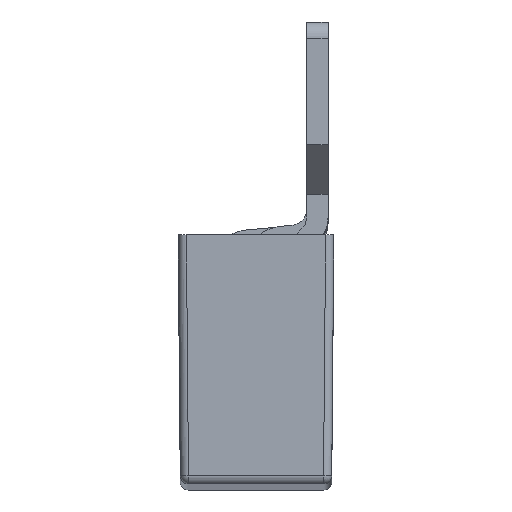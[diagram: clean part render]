
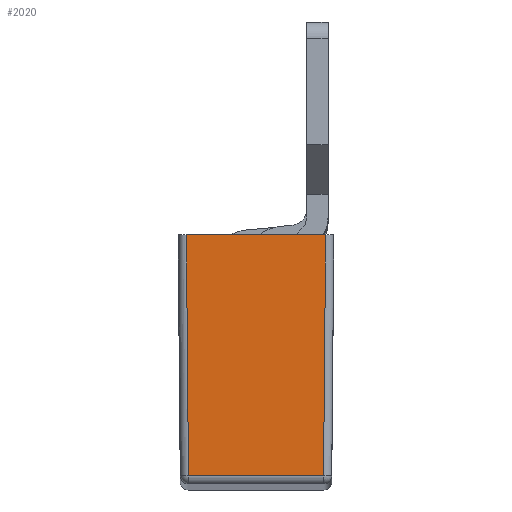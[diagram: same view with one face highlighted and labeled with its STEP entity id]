
A CAD part, top view. The second image highlights one B-rep face of the part: STEP entity #2020.
In plain terms, the highlighted planar face has unit normal (0, -0.009, 1).
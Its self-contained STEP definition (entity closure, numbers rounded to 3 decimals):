
#129=DIRECTION('',(-1.,0.,0.));
#130=VECTOR('',#129,8.5);
#131=CARTESIAN_POINT('',(-4.347,0.976,177.533));
#132=LINE('',#131,#130);
#147=CARTESIAN_POINT('',(-12.847,0.976,177.533));
#152=DIRECTION('',(-0.009,1.,0.009));
#153=VECTOR('',#152,14.705);
#154=CARTESIAN_POINT('',(-12.719,-13.728,177.404));
#155=LINE('',#154,#153);
#159=DIRECTION('',(-0.009,-1.,-0.009));
#160=VECTOR('',#159,14.705);
#161=CARTESIAN_POINT('',(-4.347,0.976,177.533));
#162=LINE('',#161,#160);
#166=CARTESIAN_POINT('',(-4.347,0.976,177.533));
#761=DIRECTION('',(1.,0.,0.));
#762=VECTOR('',#761,8.243);
#763=CARTESIAN_POINT('',(-12.719,-13.728,177.404));
#764=LINE('',#763,#762);
#1704=VERTEX_POINT('',#147);
#1717=VERTEX_POINT('',#166);
#1718=CARTESIAN_POINT('',(-12.719,-13.728,
177.404));
#1719=VERTEX_POINT('',#1718);
#1724=CARTESIAN_POINT('',(-4.475,-13.728,
177.404));
#1725=VERTEX_POINT('',#1724);
#2007=CARTESIAN_POINT('',(-8.597,-6.583,
177.467));
#2008=DIRECTION('',(0.,-0.009,1.));
#2009=DIRECTION('',(1.,0.,0.));
#2010=AXIS2_PLACEMENT_3D('',#2007,#2008,#2009);
#2011=PLANE('',#2010);
#2012=ORIENTED_EDGE('',*,*,#1989,.T.);
#2013=ORIENTED_EDGE('',*,*,#1970,.F.);
#2015=ORIENTED_EDGE('',*,*,#2014,.T.);
#2017=ORIENTED_EDGE('',*,*,#2016,.F.);
#2018=EDGE_LOOP('',(#2012,#2013,#2015,#2017));
#2019=FACE_OUTER_BOUND('',#2018,.F.);
#1970=EDGE_CURVE('',#1717,#1704,#132,.T.);
#1989=EDGE_CURVE('',#1719,#1704,#155,.T.);
#2014=EDGE_CURVE('',#1717,#1725,#162,.T.);
#2016=EDGE_CURVE('',#1719,#1725,#764,.T.);
#2020=ADVANCED_FACE('',(#2019),#2011,.T.);
